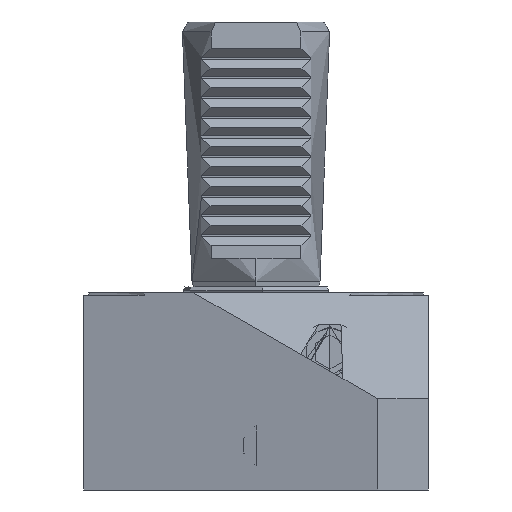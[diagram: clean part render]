
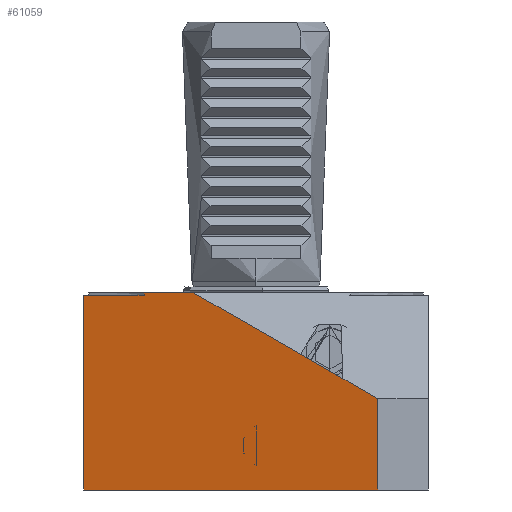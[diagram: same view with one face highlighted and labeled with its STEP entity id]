
A CAD part, left-side view. The second image highlights one B-rep face of the part: STEP entity #61059.
In plain terms, the highlighted planar face has unit normal (-0.966, 0.259, 0).
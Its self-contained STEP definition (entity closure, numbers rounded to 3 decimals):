
#4058 = CARTESIAN_POINT ( 'NONE',  ( -28., 12.608, -55. ) ) ;
#4085 = CARTESIAN_POINT ( 'NONE',  ( -25.289, 22.726, -55. ) ) ;
#4089 = CARTESIAN_POINT ( 'NONE',  ( -22., 35., -95. ) ) ;
#4107 = CARTESIAN_POINT ( 'NONE',  ( -31.378, 0., -90. ) ) ;
#4113 = CARTESIAN_POINT ( 'NONE',  ( -25.289, 22.726, -55.5 ) ) ;
#4126 = CARTESIAN_POINT ( 'NONE',  ( -22., 35., -55.5 ) ) ;
#4130 = CARTESIAN_POINT ( 'NONE',  ( -38., -24.713, -95. ) ) ;
#4188 = CARTESIAN_POINT ( 'NONE',  ( -31.378, 0., -82. ) ) ;
#5021 = AXIS2_PLACEMENT_3D ( 'NONE', #24858, #24846, #24831 ) ;
#8567 = VERTEX_POINT ( 'NONE', #56542 ) ;
#8630 = VERTEX_POINT ( 'NONE', #56615 ) ;
#8708 = VERTEX_POINT ( 'NONE', #56772 ) ;
#20740 = EDGE_LOOP ( 'NONE', ( #59866, #59909, #59892, #59879, #59924, #59853, #59907, #59837, #59820 ) ) ;
#20920 = EDGE_LOOP ( 'NONE', ( #59873, #59817 ) ) ;
#24831 = DIRECTION ( 'NONE',  ( -0.259, -0.966, 0. ) ) ;
#24846 = DIRECTION ( 'NONE',  ( -0.966, 0.259, 0. ) ) ;
#24857 = PLANE ( 'NONE',  #5021 ) ;
#24858 = CARTESIAN_POINT ( 'NONE',  ( -22., 35., 0. ) ) ;
#26425 = FACE_BOUND ( 'NONE', #20920, .T. ) ;
#26439 = FACE_OUTER_BOUND ( 'NONE', #20740, .T. ) ;
#29120 =( BOUNDED_CURVE ( )  B_SPLINE_CURVE ( 3, ( #55515, #55516, #55517, #55522 ),
 .UNSPECIFIED., .F., .F. ) 
 B_SPLINE_CURVE_WITH_KNOTS ( ( 4, 4 ),
 ( 4.712, 7.854 ),
 .UNSPECIFIED. ) 
 CURVE ( )  GEOMETRIC_REPRESENTATION_ITEM ( )  RATIONAL_B_SPLINE_CURVE ( ( 1., 0.333, 0.333, 1. ) ) 
 REPRESENTATION_ITEM ( '' )  );
#44363 = LINE ( 'NONE', #63451, #44400 ) ;
#44400 = VECTOR ( 'NONE', #63454, 1000. ) ;
#45380 = VECTOR ( 'NONE', #63443, 1000. ) ;
#45384 = LINE ( 'NONE', #63453, #45579 ) ;
#45386 = VECTOR ( 'NONE', #63377, 1000. ) ;
#45404 = LINE ( 'NONE', #63361, #45386 ) ;
#45479 = LINE ( 'NONE', #63403, #45380 ) ;
#45579 = VECTOR ( 'NONE', #63485, 1000. ) ;
#46373 = LINE ( 'NONE', #63564, #60677 ) ;
#55515 = CARTESIAN_POINT ( 'NONE',  ( -31.378, 0., -90. ) ) ;
#55516 = CARTESIAN_POINT ( 'NONE',  ( -33.522, -8., -90. ) ) ;
#55517 = CARTESIAN_POINT ( 'NONE',  ( -33.522, -8., -82. ) ) ;
#55522 = CARTESIAN_POINT ( 'NONE',  ( -31.378, 0., -82. ) ) ;
#56034 = EDGE_CURVE ( 'NONE', #59425, #59569, #29120, .T. ) ;
#56542 = CARTESIAN_POINT ( 'NONE',  ( -33.794, -9.015, -67.425 ) ) ;
#56615 = CARTESIAN_POINT ( 'NONE',  ( -36.107, -17.647, -72.385 ) ) ;
#56772 = CARTESIAN_POINT ( 'NONE',  ( -38., -24.713, -76.445 ) ) ;
#57730 = EDGE_CURVE ( 'NONE', #59398, #59435, #45404, .T. ) ;
#57746 = EDGE_CURVE ( 'NONE', #59385, #59398, #45479, .T. ) ;
#57747 = EDGE_CURVE ( 'NONE', #59435, #59442, #45384, .T. ) ;
#57754 = EDGE_CURVE ( 'NONE', #59442, #59436, #44363, .T. ) ;
#57774 = EDGE_CURVE ( 'NONE', #59456, #59436, #46373, .T. ) ;
#57811 = EDGE_CURVE ( 'NONE', #8567, #8630, #62727, .T. ) ;
#57815 = EDGE_CURVE ( 'NONE', #8708, #59456, #66388, .T. ) ;
#57827 = EDGE_CURVE ( 'NONE', #59569, #59425, #62707, .T. ) ;
#57828 = EDGE_CURVE ( 'NONE', #8630, #8708, #66547, .T. ) ;
#57847 = EDGE_CURVE ( 'NONE', #59385, #8567, #66589, .T. ) ;
#59385 = VERTEX_POINT ( 'NONE', #4058 ) ;
#59398 = VERTEX_POINT ( 'NONE', #4085 ) ;
#59425 = VERTEX_POINT ( 'NONE', #4107 ) ;
#59435 = VERTEX_POINT ( 'NONE', #4113 ) ;
#59436 = VERTEX_POINT ( 'NONE', #4089 ) ;
#59442 = VERTEX_POINT ( 'NONE', #4126 ) ;
#59456 = VERTEX_POINT ( 'NONE', #4130 ) ;
#59569 = VERTEX_POINT ( 'NONE', #4188 ) ;
#59817 = ORIENTED_EDGE ( 'NONE', *, *, #56034, .F. ) ;
#59820 = ORIENTED_EDGE ( 'NONE', *, *, #57828, .F. ) ;
#59837 = ORIENTED_EDGE ( 'NONE', *, *, #57815, .F. ) ;
#59853 = ORIENTED_EDGE ( 'NONE', *, *, #57754, .T. ) ;
#59866 = ORIENTED_EDGE ( 'NONE', *, *, #57811, .F. ) ;
#59873 = ORIENTED_EDGE ( 'NONE', *, *, #57827, .F. ) ;
#59879 = ORIENTED_EDGE ( 'NONE', *, *, #57730, .T. ) ;
#59892 = ORIENTED_EDGE ( 'NONE', *, *, #57746, .T. ) ;
#59907 = ORIENTED_EDGE ( 'NONE', *, *, #57774, .F. ) ;
#59909 = ORIENTED_EDGE ( 'NONE', *, *, #57847, .F. ) ;
#59924 = ORIENTED_EDGE ( 'NONE', *, *, #57747, .T. ) ;
#60677 = VECTOR ( 'NONE', #63586, 1000. ) ;
#61059 = ADVANCED_FACE ( 'NONE', ( #26439, #26425 ), #24857, .T. ) ;
#62707 =( BOUNDED_CURVE ( )  B_SPLINE_CURVE ( 3, ( #68570, #68582, #68563, #68575 ),
 .UNSPECIFIED., .F., .F. ) 
 B_SPLINE_CURVE_WITH_KNOTS ( ( 4, 4 ),
 ( 1.571, 4.712 ),
 .UNSPECIFIED. ) 
 CURVE ( )  GEOMETRIC_REPRESENTATION_ITEM ( )  RATIONAL_B_SPLINE_CURVE ( ( 1., 0.333, 0.333, 1. ) ) 
 REPRESENTATION_ITEM ( '' )  );
#62727 =( BOUNDED_CURVE ( )  B_SPLINE_CURVE ( 3, ( #68486, #68477, #68479, #68455 ),
 .UNSPECIFIED., .F., .F. ) 
 B_SPLINE_CURVE_WITH_KNOTS ( ( 4, 4 ),
 ( 3.212, 5.169 ),
 .UNSPECIFIED. ) 
 CURVE ( )  GEOMETRIC_REPRESENTATION_ITEM ( )  RATIONAL_B_SPLINE_CURVE ( ( 1., 0.706, 0.706, 1. ) ) 
 REPRESENTATION_ITEM ( '' )  );
#63361 = CARTESIAN_POINT ( 'NONE',  ( -25.289, 22.726, 161.056 ) ) ;
#63377 = DIRECTION ( 'NONE',  ( 0., 0., -1. ) ) ;
#63403 = CARTESIAN_POINT ( 'NONE',  ( -25.026, 23.706, -55. ) ) ;
#63443 = DIRECTION ( 'NONE',  ( 0.259, 0.966, 0. ) ) ;
#63451 = CARTESIAN_POINT ( 'NONE',  ( -22., 35., 0. ) ) ;
#63453 = CARTESIAN_POINT ( 'NONE',  ( -20.776, 39.567, -55.5 ) ) ;
#63454 = DIRECTION ( 'NONE',  ( 0., 0., -1. ) ) ;
#63485 = DIRECTION ( 'NONE',  ( 0.259, 0.966, 0. ) ) ;
#63564 = CARTESIAN_POINT ( 'NONE',  ( -22., 35., -95. ) ) ;
#63586 = DIRECTION ( 'NONE',  ( 0.259, 0.966, 0. ) ) ;
#66388 = LINE ( 'NONE', #68491, #66421 ) ;
#66421 = VECTOR ( 'NONE', #68504, 1000. ) ;
#66519 = VECTOR ( 'NONE', #68577, 1000. ) ;
#66547 = LINE ( 'NONE', #68571, #66519 ) ;
#66589 = LINE ( 'NONE', #68661, #66616 ) ;
#66616 = VECTOR ( 'NONE', #68666, 1000. ) ;
#68455 = CARTESIAN_POINT ( 'NONE',  ( -36.107, -17.647, -72.385 ) ) ;
#68477 = CARTESIAN_POINT ( 'NONE',  ( -33.883, -9.348, -72.116 ) ) ;
#68479 = CARTESIAN_POINT ( 'NONE',  ( -34.976, -13.426, -74.459 ) ) ;
#68486 = CARTESIAN_POINT ( 'NONE',  ( -33.794, -9.015, -67.425 ) ) ;
#68491 = CARTESIAN_POINT ( 'NONE',  ( -38., -24.713, 0. ) ) ;
#68504 = DIRECTION ( 'NONE',  ( 0., 0., -1. ) ) ;
#68563 = CARTESIAN_POINT ( 'NONE',  ( -29.235, 8., -90. ) ) ;
#68570 = CARTESIAN_POINT ( 'NONE',  ( -31.378, 0., -82. ) ) ;
#68571 = CARTESIAN_POINT ( 'NONE',  ( -17.373, 52.269, -32.21 ) ) ;
#68575 = CARTESIAN_POINT ( 'NONE',  ( -31.378, 0., -90. ) ) ;
#68577 = DIRECTION ( 'NONE',  ( -0.226, -0.845, -0.485 ) ) ;
#68582 = CARTESIAN_POINT ( 'NONE',  ( -29.235, 8., -82. ) ) ;
#68661 = CARTESIAN_POINT ( 'NONE',  ( -17.373, 52.269, -32.21 ) ) ;
#68666 = DIRECTION ( 'NONE',  ( -0.226, -0.845, -0.485 ) ) ;
